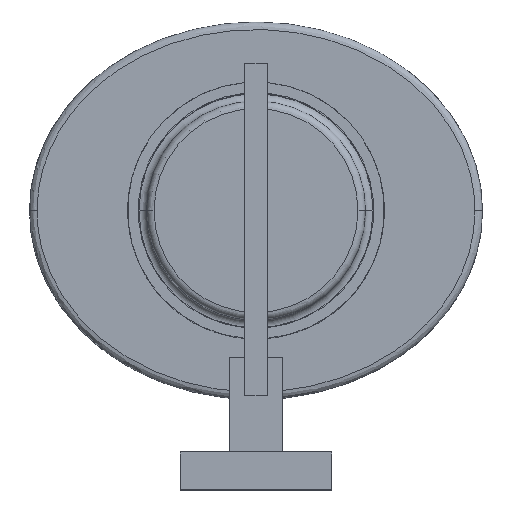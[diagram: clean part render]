
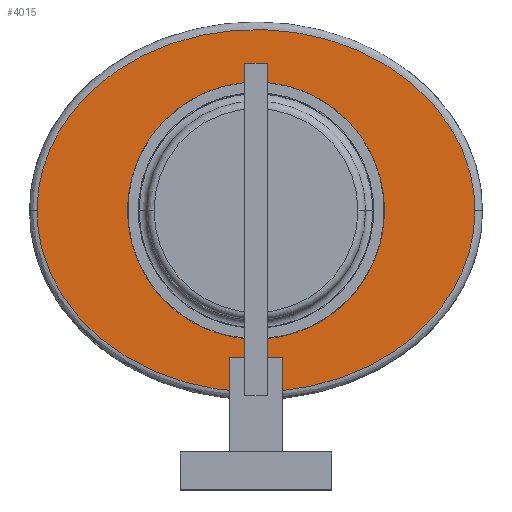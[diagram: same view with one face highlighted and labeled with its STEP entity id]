
A CAD part, top view. The second image highlights one B-rep face of the part: STEP entity #4015.
In plain terms, the highlighted face is planar.
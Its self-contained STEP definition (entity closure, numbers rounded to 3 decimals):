
#1681=CARTESIAN_POINT('',(-58.,20.,
0.));
#1682=CARTESIAN_POINT('',(-58.,20.,
-0.735));
#1683=CARTESIAN_POINT('',(-57.954,20.,
-2.372));
#1684=CARTESIAN_POINT('',(-57.719,20.,
-4.992));
#1685=CARTESIAN_POINT('',(-57.239,20.,-7.954));
#1686=CARTESIAN_POINT('',(-56.45,20.,-11.196));
#1687=CARTESIAN_POINT('',(-55.26,20.,-14.739));
#1688=CARTESIAN_POINT('',(-53.556,20.,-18.583));
#1689=CARTESIAN_POINT('',(-51.207,20.,-22.696));
#1690=CARTESIAN_POINT('',(-48.066,20.,-27.024));
#1691=CARTESIAN_POINT('',(-43.975,20.,-31.468));
#1692=CARTESIAN_POINT('',(-38.812,20.,-35.848));
#1693=CARTESIAN_POINT('',(-32.558,20.,-39.909));
#1694=CARTESIAN_POINT('',(-25.33,20.,-43.367));
#1695=CARTESIAN_POINT('',(-17.339,20.,-45.991));
#1696=CARTESIAN_POINT('',(-8.827,20.,-47.626));
#1697=CARTESIAN_POINT('',(-0.05,20.,-48.185));
#1698=CARTESIAN_POINT('',(8.729,20.,-47.638));
#1699=CARTESIAN_POINT('',(17.245,20.,-46.015));
#1700=CARTESIAN_POINT('',(25.244,20.,-43.402));
#1701=CARTESIAN_POINT('',(32.48,20.,-39.953));
#1702=CARTESIAN_POINT('',(38.741,20.,-35.901));
#1703=CARTESIAN_POINT('',(43.912,20.,-31.528));
#1704=CARTESIAN_POINT('',(48.011,20.,-27.092));
#1705=CARTESIAN_POINT('',(51.159,20.,-22.77));
#1706=CARTESIAN_POINT('',(53.516,20.,-18.662));
#1707=CARTESIAN_POINT('',(55.228,20.,-14.822));
#1708=CARTESIAN_POINT('',(56.425,20.,-11.281));
#1709=CARTESIAN_POINT('',(57.221,20.,-8.04));
#1710=CARTESIAN_POINT('',(57.708,20.,-5.08));
#1711=CARTESIAN_POINT('',(57.952,20.,-2.431));
#1712=CARTESIAN_POINT('',(58.,20.,
-0.764));
#1713=CARTESIAN_POINT('',(58.,20.,
0.));
#1715=CARTESIAN_POINT('',(58.,20.,
0.));
#1716=CARTESIAN_POINT('',(58.,20.,0.735));
#1717=CARTESIAN_POINT('',(57.954,20.,2.372));
#1718=CARTESIAN_POINT('',(57.719,20.,4.992));
#1719=CARTESIAN_POINT('',(57.239,20.,7.954));
#1720=CARTESIAN_POINT('',(56.45,20.,11.196));
#1721=CARTESIAN_POINT('',(55.26,20.,14.739));
#1722=CARTESIAN_POINT('',(53.556,20.,18.583));
#1723=CARTESIAN_POINT('',(51.207,20.,22.696));
#1724=CARTESIAN_POINT('',(48.066,20.,27.024));
#1725=CARTESIAN_POINT('',(43.975,20.,31.468));
#1726=CARTESIAN_POINT('',(38.812,20.,35.848));
#1727=CARTESIAN_POINT('',(32.558,20.,39.909));
#1728=CARTESIAN_POINT('',(25.33,20.,43.367));
#1729=CARTESIAN_POINT('',(17.339,20.,45.991));
#1730=CARTESIAN_POINT('',(8.827,20.,47.626));
#1731=CARTESIAN_POINT('',(0.05,20.,48.185));
#1732=CARTESIAN_POINT('',(-8.729,20.,47.638));
#1733=CARTESIAN_POINT('',(-17.245,20.,46.015));
#1734=CARTESIAN_POINT('',(-25.244,20.,43.402));
#1735=CARTESIAN_POINT('',(-32.48,20.,39.953));
#1736=CARTESIAN_POINT('',(-38.741,20.,35.901));
#1737=CARTESIAN_POINT('',(-43.912,20.,31.528));
#1738=CARTESIAN_POINT('',(-48.011,20.,27.092));
#1739=CARTESIAN_POINT('',(-51.159,20.,22.77));
#1740=CARTESIAN_POINT('',(-53.516,20.,18.662));
#1741=CARTESIAN_POINT('',(-55.228,20.,14.822));
#1742=CARTESIAN_POINT('',(-56.425,20.,11.281));
#1743=CARTESIAN_POINT('',(-57.221,20.,8.04));
#1744=CARTESIAN_POINT('',(-57.708,20.,5.08));
#1745=CARTESIAN_POINT('',(-57.952,20.,2.431));
#1746=CARTESIAN_POINT('',(-58.,20.,
0.764));
#1747=CARTESIAN_POINT('',(-58.,20.,
0.));
#1749=CARTESIAN_POINT('',(0.,20.,0.));
#1750=DIRECTION('',(0.,1.,0.));
#1751=DIRECTION('',(-1.,0.,0.));
#1752=AXIS2_PLACEMENT_3D('',#1749,#1750,#1751);
#1754=CARTESIAN_POINT('',(0.,20.,0.));
#1755=DIRECTION('',(0.,1.,0.));
#1756=DIRECTION('',(1.,0.,0.));
#1757=AXIS2_PLACEMENT_3D('',#1754,#1755,#1756);
#1801=CARTESIAN_POINT('',(0.,20.,0.));
#1802=DIRECTION('',(0.,-1.,0.));
#1803=DIRECTION('',(1.,0.,0.));
#1804=AXIS2_PLACEMENT_3D('',#1801,#1802,#1803);
#1821=CARTESIAN_POINT('',(0.,20.,0.));
#1822=DIRECTION('',(0.,-1.,0.));
#1823=DIRECTION('',(-1.,0.,0.));
#1824=AXIS2_PLACEMENT_3D('',#1821,#1822,#1823);
#3508=VERTEX_POINT('',#1715);
#3509=VERTEX_POINT('',#1747);
#3510=CARTESIAN_POINT('',(-31.,20.,0.));
#3511=CARTESIAN_POINT('',(30.999,20.,0.282));
#3512=VERTEX_POINT('',#3510);
#3513=VERTEX_POINT('',#3511);
#3514=CARTESIAN_POINT('',(31.,20.,0.));
#3515=VERTEX_POINT('',#3514);
#3516=CARTESIAN_POINT('',(-30.999,20.,-0.282));
#3517=VERTEX_POINT('',#3516);
#3995=CARTESIAN_POINT('',(0.,20.,0.));
#3996=DIRECTION('',(0.,1.,0.));
#3997=DIRECTION('',(1.,0.,0.));
#3998=AXIS2_PLACEMENT_3D('',#3995,#3996,#3997);
#3999=PLANE('',#3998);
#4001=ORIENTED_EDGE('',*,*,#4000,.T.);
#4002=ORIENTED_EDGE('',*,*,#3985,.T.);
#4003=EDGE_LOOP('',(#4001,#4002));
#4004=FACE_OUTER_BOUND('',#4003,.F.);
#4006=ORIENTED_EDGE('',*,*,#4005,.T.);
#4008=ORIENTED_EDGE('',*,*,#4007,.F.);
#4010=ORIENTED_EDGE('',*,*,#4009,.T.);
#4012=ORIENTED_EDGE('',*,*,#4011,.F.);
#4013=EDGE_LOOP('',(#4006,#4008,#4010,#4012));
#4014=FACE_BOUND('',#4013,.F.);
#4015=ADVANCED_FACE('',(#4004,#4014),#3999,.T.);
#1714=B_SPLINE_CURVE_WITH_KNOTS('',3,(#1681,#1682,#1683,#1684,#1685,#1686,#1687,
#1688,#1689,#1690,#1691,#1692,#1693,#1694,#1695,#1696,#1697,#1698,#1699,#1700,
#1701,#1702,#1703,#1704,#1705,#1706,#1707,#1708,#1709,#1710,#1711,#1712,#1713),
.UNSPECIFIED.,.F.,.F.,(4,1,1,1,1,1,1,1,1,1,1,1,1,1,1,1,1,1,1,1,1,1,1,1,1,1,1,1,
1,1,4),(0.,0.013,0.03,0.047,
0.067,0.09,0.115,0.143,
0.175,0.211,0.252,0.296,
0.345,0.395,0.447,0.5,
0.552,0.604,0.655,0.703,
0.748,0.788,0.824,0.856,
0.885,0.91,0.932,0.952,
0.97,0.986,1.),.UNSPECIFIED.);
#1748=B_SPLINE_CURVE_WITH_KNOTS('',3,(#1715,#1716,#1717,#1718,#1719,#1720,#1721,
#1722,#1723,#1724,#1725,#1726,#1727,#1728,#1729,#1730,#1731,#1732,#1733,#1734,
#1735,#1736,#1737,#1738,#1739,#1740,#1741,#1742,#1743,#1744,#1745,#1746,#1747),
.UNSPECIFIED.,.F.,.F.,(4,1,1,1,1,1,1,1,1,1,1,1,1,1,1,1,1,1,1,1,1,1,1,1,1,1,1,1,
1,1,4),(0.,0.013,0.03,0.047,
0.067,0.09,0.115,0.143,
0.175,0.211,0.252,0.296,
0.345,0.395,0.447,0.5,
0.552,0.604,0.655,0.703,
0.748,0.788,0.824,0.856,
0.885,0.91,0.932,0.952,
0.97,0.986,1.),.UNSPECIFIED.);
#1753=CIRCLE('',#1752,31.);
#1758=CIRCLE('',#1757,31.);
#1805=CIRCLE('',#1804,31.);
#1825=CIRCLE('',#1824,31.);
#3985=EDGE_CURVE('',#3508,#3509,#1748,.T.);
#4000=EDGE_CURVE('',#3509,#3508,#1714,.T.);
#4005=EDGE_CURVE('',#3512,#3513,#1753,.T.);
#4007=EDGE_CURVE('',#3515,#3513,#1805,.T.);
#4009=EDGE_CURVE('',#3515,#3517,#1758,.T.);
#4011=EDGE_CURVE('',#3512,#3517,#1825,.T.);
